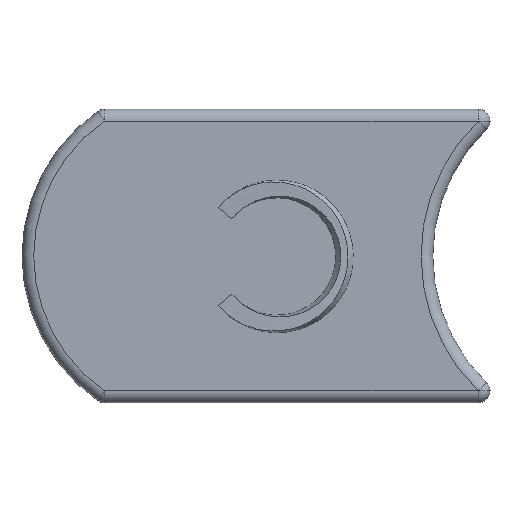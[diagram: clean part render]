
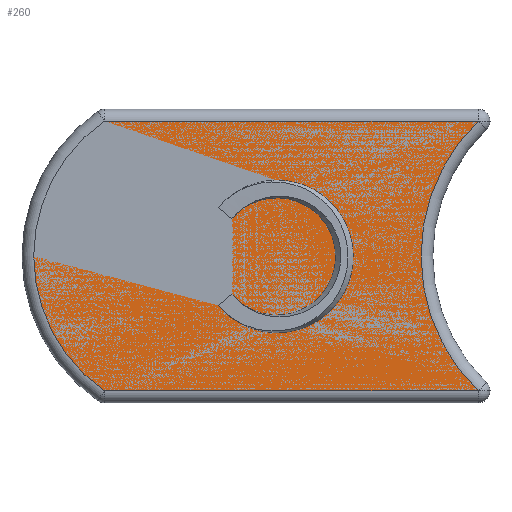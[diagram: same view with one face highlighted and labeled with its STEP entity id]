
A CAD part, top view. The second image highlights one B-rep face of the part: STEP entity #260.
In plain terms, the highlighted planar face has unit normal (0, 0, 1).
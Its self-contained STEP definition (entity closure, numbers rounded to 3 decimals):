
#67=PLANE('',#1318);
#112=LINE('',#1962,#160);
#115=LINE('',#1992,#163);
#160=VECTOR('',#1523,1.);
#163=VECTOR('',#1562,1.);
#260=ADVANCED_FACE('NONE',(#365),#67,.T.);
#365=FACE_OUTER_BOUND('',#456,.T.);
#456=EDGE_LOOP('',(#638,#639,#640,#641));
#638=ORIENTED_EDGE('',*,*,#996,.T.);
#639=ORIENTED_EDGE('',*,*,#985,.T.);
#640=ORIENTED_EDGE('',*,*,#980,.T.);
#641=ORIENTED_EDGE('',*,*,#991,.T.);
#877=VERTEX_POINT('',#1954);
#880=VERTEX_POINT('',#1961);
#881=VERTEX_POINT('',#1966);
#887=VERTEX_POINT('',#1983);
#980=EDGE_CURVE('NONE',#877,#880,#112,.T.);
#985=EDGE_CURVE('NONE',#881,#877,#1148,.T.);
#991=EDGE_CURVE('NONE',#880,#887,#1154,.T.);
#996=EDGE_CURVE('NONE',#887,#881,#115,.T.);
#1148=CIRCLE('',#1277,32.);
#1154=CIRCLE('',#1286,28.);
#1277=AXIS2_PLACEMENT_3D('',#1971,#1533,#1534);
#1286=AXIS2_PLACEMENT_3D('',#1984,#1551,#1552);
#1318=AXIS2_PLACEMENT_3D('',#2042,#1631,#1632);
#1523=DIRECTION('',(-1.,0.,0.));
#1533=DIRECTION('',(0.,0.,-1.));
#1534=DIRECTION('',(1.,0.,0.));
#1551=DIRECTION('',(0.,0.,1.));
#1552=DIRECTION('',(1.,0.,0.));
#1562=DIRECTION('',(1.,0.,0.));
#1631=DIRECTION('',(0.,0.,1.));
#1632=DIRECTION('',(1.,0.,0.));
#1954=CARTESIAN_POINT('',(64.335,-2.,5.));
#1961=CARTESIAN_POINT('',(0.614,-2.,5.));
#1962=CARTESIAN_POINT('',(35.,-2.,5.));
#1966=CARTESIAN_POINT('',(64.335,-48.,5.));
#1971=CARTESIAN_POINT('',(86.583,-25.,5.));
#1983=CARTESIAN_POINT('',(0.614,-48.,5.));
#1984=CARTESIAN_POINT('',(16.583,-25.,5.));
#1992=CARTESIAN_POINT('',(35.,-48.,5.));
#2042=CARTESIAN_POINT('',(35.,-25.,5.));
